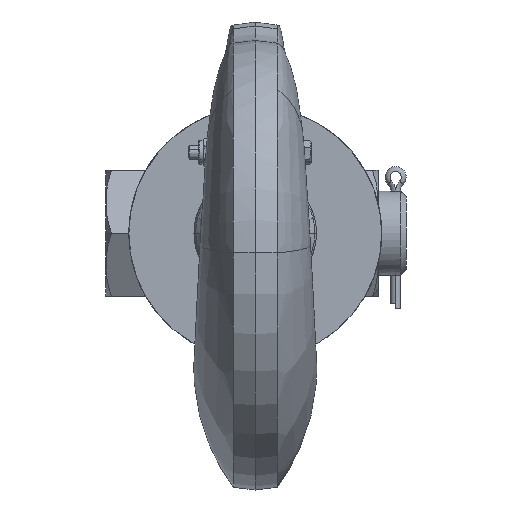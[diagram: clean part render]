
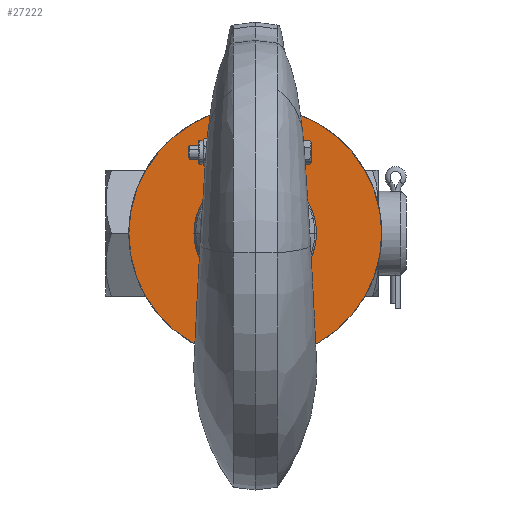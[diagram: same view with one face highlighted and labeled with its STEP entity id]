
A CAD part, front view. The second image highlights one B-rep face of the part: STEP entity #27222.
In plain terms, the highlighted planar face has unit normal (0, -1, 0).
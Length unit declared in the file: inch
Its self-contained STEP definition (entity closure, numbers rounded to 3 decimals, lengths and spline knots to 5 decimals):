
#810=CARTESIAN_POINT('',(0.,-9.06,0.));
#811=DIRECTION('',(0.,1.,0.));
#812=DIRECTION('',(-1.,0.,0.));
#813=AXIS2_PLACEMENT_3D('',#810,#811,#812);
#894=CARTESIAN_POINT('',(0.,-9.06,0.));
#895=DIRECTION('',(0.,1.,0.));
#896=DIRECTION('',(1.,0.,0.));
#897=AXIS2_PLACEMENT_3D('',#894,#895,#896);
#5583=CARTESIAN_POINT('',(0.,-9.06,0.));
#5584=DIRECTION('',(0.,-1.,0.));
#5585=DIRECTION('',(1.,0.,0.));
#5586=AXIS2_PLACEMENT_3D('',#5583,#5584,#5585);
#5630=CARTESIAN_POINT('',(0.,-9.06,0.));
#5631=DIRECTION('',(0.,1.,0.));
#5632=DIRECTION('',(1.,0.,0.));
#5633=AXIS2_PLACEMENT_3D('',#5630,#5631,#5632);
#16349=CARTESIAN_POINT('',(2.25,-9.06,0.));
#16351=VERTEX_POINT('',#16349);
#16353=CARTESIAN_POINT('',(-2.25,-9.06,0.));
#16355=VERTEX_POINT('',#16353);
#16365=CARTESIAN_POINT('',(1.09125,-9.06,0.));
#16366=CARTESIAN_POINT('',(-1.09125,-9.06,0.));
#16367=VERTEX_POINT('',#16365);
#16368=VERTEX_POINT('',#16366);
#27207=CARTESIAN_POINT('',(0.,-9.06,0.));
#27208=DIRECTION('',(0.,-1.,0.));
#27209=DIRECTION('',(-1.,0.,0.));
#27210=AXIS2_PLACEMENT_3D('',#27207,#27208,#27209);
#27211=PLANE('',#27210);
#27213=ORIENTED_EDGE('',*,*,#27212,.F.);
#27215=ORIENTED_EDGE('',*,*,#27214,.T.);
#27216=EDGE_LOOP('',(#27213,#27215));
#27217=FACE_OUTER_BOUND('',#27216,.F.);
#27218=ORIENTED_EDGE('',*,*,#18176,.F.);
#27219=ORIENTED_EDGE('',*,*,#18079,.F.);
#27220=EDGE_LOOP('',(#27218,#27219));
#27221=FACE_BOUND('',#27220,.F.);
#814=CIRCLE('',#813,1.09125);
#898=CIRCLE('',#897,1.09125);
#5587=CIRCLE('',#5586,2.25);
#5634=CIRCLE('',#5633,2.25);
#18079=EDGE_CURVE('',#16368,#16367,#814,.T.);
#18176=EDGE_CURVE('',#16367,#16368,#898,.T.);
#27212=EDGE_CURVE('',#16351,#16355,#5587,.T.);
#27214=EDGE_CURVE('',#16351,#16355,#5634,.T.);
#27222=ADVANCED_FACE('',(#27217,#27221),#27211,.T.);
